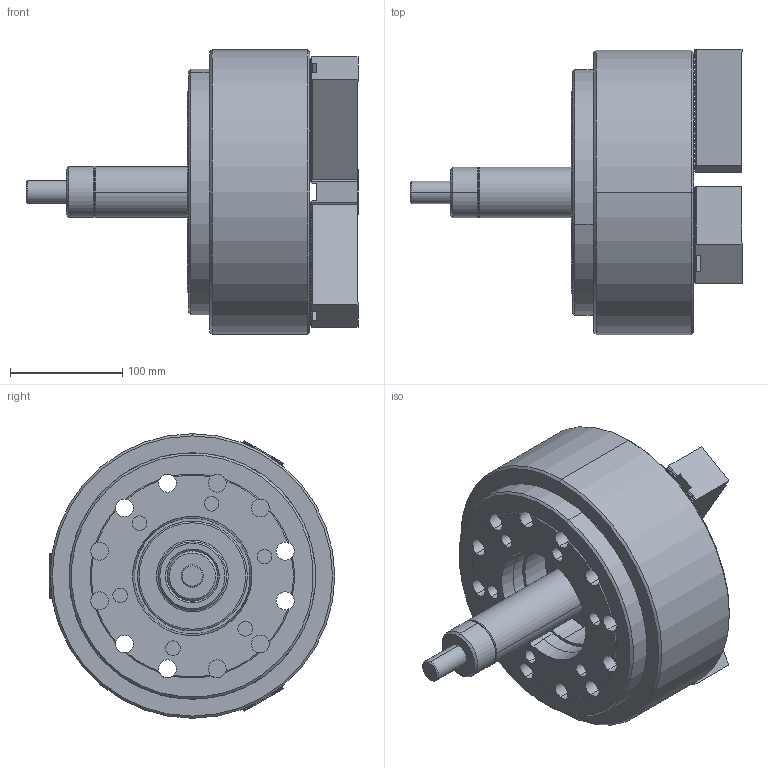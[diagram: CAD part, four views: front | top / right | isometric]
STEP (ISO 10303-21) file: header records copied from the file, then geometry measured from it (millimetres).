
FILE_DESCRIPTION (( 'STEP AP203' ), '1' );
FILE_NAME ('3P-10A6²Õ¦X¥ó.STEP', '2011-03-15T07:40:40', ( 'user' ), ( '' ), 'SwSTEP 2.0', 'SolidWorks 2010', '' );
FILE_SCHEMA (( 'CONFIG_CONTROL_DESIGN' ));
Length unit declared in the file: metre
Products named in the file (8): 3P-10A6組合件; 3P-10本體; 3P-10中仁; 3P-10連接管螺栓; 3P-10連接管螺帽; SJ-10; 3H-10A6法蘭板; 3P-10連接管
Assembly tree (9 placements, depth 2):
  3P-10A6組合件
    SJ-10  x3
    3P-10連接管螺帽
    3P-10中仁
    3P-10本體
    3P-10連接管螺栓
    3P-10連接管
    3H-10A6法蘭板
Bounding box: 296.2 x 254.67 x 254 mm (x, y, z)
Volume: 5200401.4 mm3; surface area: 473478.4 mm2
Topology: 9 solids, 9 shells, 2063 faces, 6072 edges, 4027 vertices
Faces by surface type: plane 1415, cylinder 564, cone 78, torus 6
Entity records: 28918 total; most frequent: CARTESIAN_POINT 6070, ORIENTED_EDGE 4924, DIRECTION 4236, EDGE_CURVE 2462, VECTOR 1690, LINE 1690, VERTEX_POINT 1627, AXIS2_PLACEMENT_3D 1273
